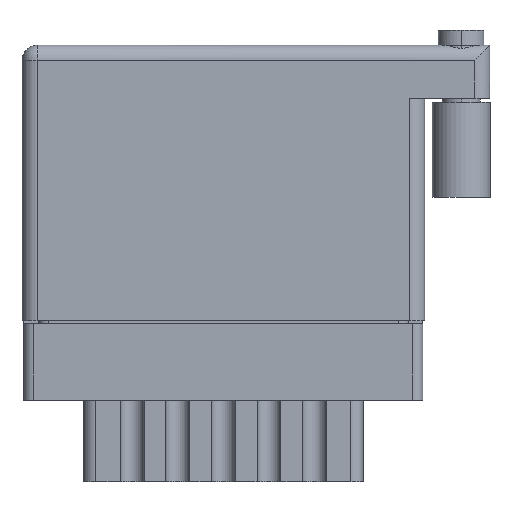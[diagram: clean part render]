
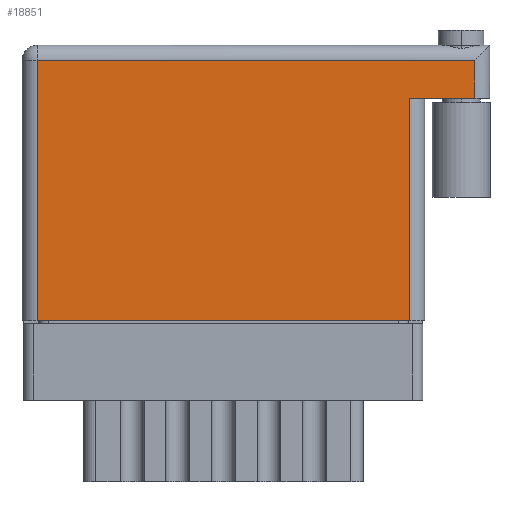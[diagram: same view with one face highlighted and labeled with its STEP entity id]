
A CAD part, front view. The second image highlights one B-rep face of the part: STEP entity #18851.
In plain terms, the highlighted face is planar.
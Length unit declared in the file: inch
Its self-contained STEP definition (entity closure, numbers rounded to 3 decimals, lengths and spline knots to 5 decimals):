
#1130 = LINE ( 'NONE', #13999, #9208 ) ;
#1143 = EDGE_CURVE ( 'NONE', #16026, #22049, #22059, .T. ) ;
#2183 = VECTOR ( 'NONE', #25368, 39.37008 ) ;
#3442 = VERTEX_POINT ( 'NONE', #18362 ) ;
#5467 = DIRECTION ( 'NONE',  ( 0., -1., 0. ) ) ;
#6613 = FACE_OUTER_BOUND ( 'NONE', #20103, .T. ) ;
#6759 = EDGE_CURVE ( 'NONE', #14441, #3442, #20962, .T. ) ;
#7319 = ORIENTED_EDGE ( 'NONE', *, *, #26339, .T. ) ;
#7966 = CARTESIAN_POINT ( 'NONE',  ( 0., 0.856, 0. ) ) ;
#8033 = ORIENTED_EDGE ( 'NONE', *, *, #1143, .T. ) ;
#8779 = LINE ( 'NONE', #24105, #11710 ) ;
#9196 = ORIENTED_EDGE ( 'NONE', *, *, #28800, .F. ) ;
#9208 = VECTOR ( 'NONE', #16266, 39.37008 ) ;
#9739 = ORIENTED_EDGE ( 'NONE', *, *, #19434, .T. ) ;
#9762 = CARTESIAN_POINT ( 'NONE',  ( 1.489, 0.906, 0. ) ) ;
#9902 = DIRECTION ( 'NONE',  ( 0., 0., -1. ) ) ;
#10263 = CARTESIAN_POINT ( 'NONE',  ( 1.489, 0.856, 0. ) ) ;
#10952 = CARTESIAN_POINT ( 'NONE',  ( 0.05, 0., 0. ) ) ;
#11710 = VECTOR ( 'NONE', #5467, 39.37008 ) ;
#12383 = EDGE_CURVE ( 'NONE', #23484, #14441, #1130, .T. ) ;
#12705 = ORIENTED_EDGE ( 'NONE', *, *, #6759, .T. ) ;
#13089 = VERTEX_POINT ( 'NONE', #20195 ) ;
#13999 = CARTESIAN_POINT ( 'NONE',  ( 0., 0., 0. ) ) ;
#14435 = CARTESIAN_POINT ( 'NONE',  ( 0., 0.906, 0. ) ) ;
#14441 = VERTEX_POINT ( 'NONE', #15360 ) ;
#14618 = CARTESIAN_POINT ( 'NONE',  ( 1.489, 0.731, 0. ) ) ;
#15360 = CARTESIAN_POINT ( 'NONE',  ( 1.275, 0., 0. ) ) ;
#16026 = VERTEX_POINT ( 'NONE', #14618 ) ;
#16256 = DIRECTION ( 'NONE',  ( -1., 0., 0. ) ) ;
#16266 = DIRECTION ( 'NONE',  ( 1., 0., 0. ) ) ;
#17250 = DIRECTION ( 'NONE',  ( -1., 0., 0. ) ) ;
#18362 = CARTESIAN_POINT ( 'NONE',  ( 1.275, 0.731, 0. ) ) ;
#18851 = ADVANCED_FACE ( 'NONE', ( #6613 ), #28661, .F. ) ;
#19345 = LINE ( 'NONE', #21397, #28913 ) ;
#19434 = EDGE_CURVE ( 'NONE', #13089, #23484, #8779, .T. ) ;
#19534 = AXIS2_PLACEMENT_3D ( 'NONE', #14435, #9902, #21351 ) ;
#20103 = EDGE_LOOP ( 'NONE', ( #22500, #12705, #9196, #8033, #7319, #9739 ) ) ;
#20195 = CARTESIAN_POINT ( 'NONE',  ( 0.05, 0.856, 0. ) ) ;
#20962 = LINE ( 'NONE', #29782, #2183 ) ;
#21351 = DIRECTION ( 'NONE',  ( -1., 0., 0. ) ) ;
#21397 = CARTESIAN_POINT ( 'NONE',  ( 1.539, 0.731, 0. ) ) ;
#22049 = VERTEX_POINT ( 'NONE', #10263 ) ;
#22059 = LINE ( 'NONE', #9762, #29094 ) ;
#22500 = ORIENTED_EDGE ( 'NONE', *, *, #12383, .T. ) ;
#23484 = VERTEX_POINT ( 'NONE', #10952 ) ;
#24105 = CARTESIAN_POINT ( 'NONE',  ( 0.05, 0., 0. ) ) ;
#25368 = DIRECTION ( 'NONE',  ( 0., 1., 0. ) ) ;
#25807 = LINE ( 'NONE', #7966, #29455 ) ;
#26339 = EDGE_CURVE ( 'NONE', #22049, #13089, #25807, .T. ) ;
#28661 = PLANE ( 'NONE',  #19534 ) ;
#28719 = DIRECTION ( 'NONE',  ( 0., 1., 0. ) ) ;
#28800 = EDGE_CURVE ( 'NONE', #16026, #3442, #19345, .T. ) ;
#28913 = VECTOR ( 'NONE', #16256, 39.37008 ) ;
#29094 = VECTOR ( 'NONE', #28719, 39.37008 ) ;
#29455 = VECTOR ( 'NONE', #17250, 39.37008 ) ;
#29782 = CARTESIAN_POINT ( 'NONE',  ( 1.275, 0.731, 0. ) ) ;
